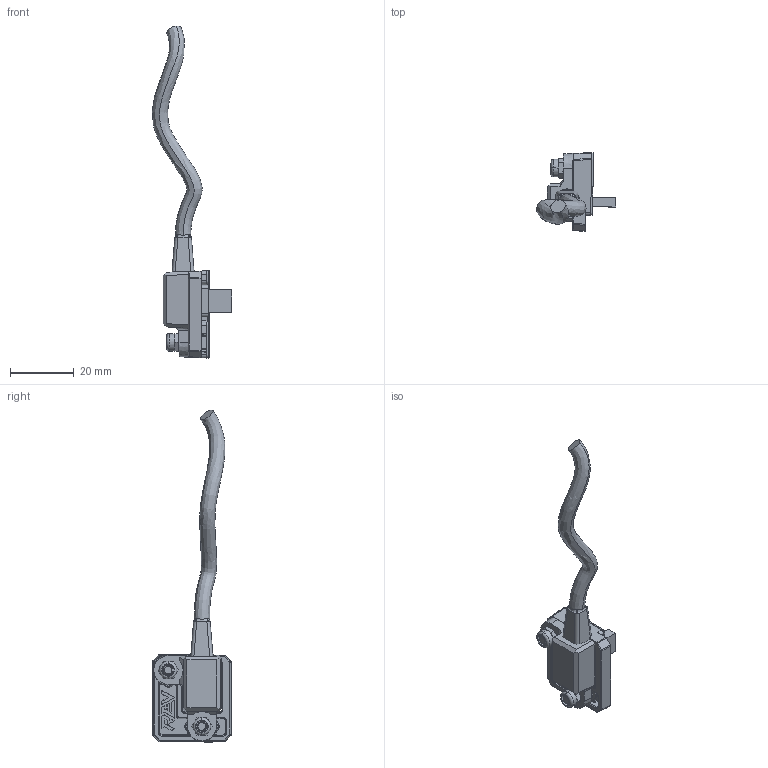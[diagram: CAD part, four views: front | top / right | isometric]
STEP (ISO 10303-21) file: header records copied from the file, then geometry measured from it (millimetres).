
FILE_DESCRIPTION (( 'STEP AP203' ), '1' );
FILE_NAME ('REV-41-1214 Assembly.STEP', '2018-08-10T20:55:12', ( '' ), ( '' ), 'SwSTEP 2.0', 'SolidWorks 2017', '' );
FILE_SCHEMA (( 'CONFIG_CONTROL_DESIGN' ));
Length unit declared in the file: millimetre
Products named in the file (7): USB Mini 90 deg cable; REV-41-1214 Assembly; REV-41-1214-1; hex screw gradeab_din_DIN EN 24017 - M3 x 10-N; prevailing torque nut thin insert_din_DIN EN ISO 10511 - M3 - N; REV-41-1214-3; REV-41-1214-2
Assembly tree (8 placements, depth 2):
  REV-41-1214 Assembly
    REV-41-1214-1
    REV-41-1214-2
    REV-41-1214-3
    USB Mini 90 deg cable
    prevailing torque nut thin insert_din_DIN EN ISO 10511 - M3 - N  x2
    hex screw gradeab_din_DIN EN 24017 - M3 x 10-N  x2
Bounding box: 24.92 x 24.69 x 104.23 mm (x, y, z)
Volume: 7025 mm3; surface area: 7476.6 mm2
Topology: 8 solids, 8 shells, 534 faces, 1357 edges, 847 vertices
Faces by surface type: plane 253, cylinder 134, bspline 79, cone 56, torus 10, sphere 2
Entity records: 18024 total; most frequent: CARTESIAN_POINT 6479, ORIENTED_EDGE 2450, DIRECTION 1951, EDGE_CURVE 1225, VERTEX_POINT 773, LINE 695, VECTOR 695, AXIS2_PLACEMENT_3D 628
